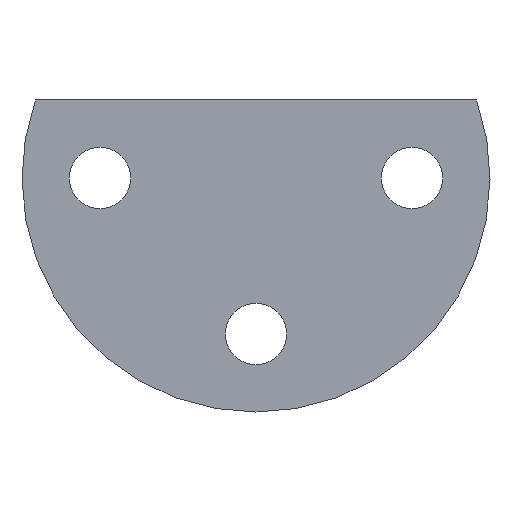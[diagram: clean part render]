
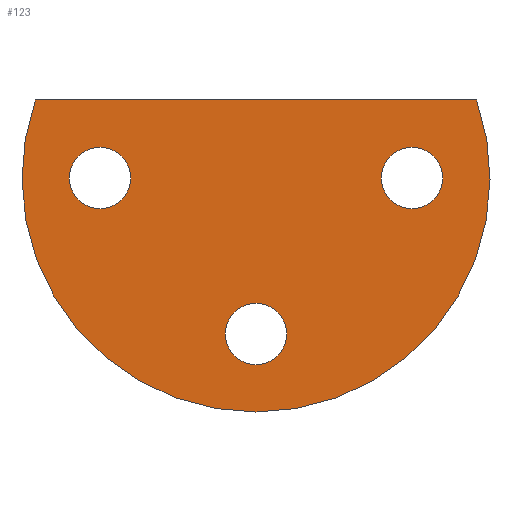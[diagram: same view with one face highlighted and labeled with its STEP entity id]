
A CAD part, left-side view. The second image highlights one B-rep face of the part: STEP entity #123.
In plain terms, the highlighted planar face has unit normal (-1, 0, 0).
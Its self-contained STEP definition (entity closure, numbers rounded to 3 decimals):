
#123 = ADVANCED_FACE( '', ( #261, #262, #263, #264 ), #265, .F. );
#261 = FACE_OUTER_BOUND( '', #445, .T. );
#262 = FACE_BOUND( '', #446, .T. );
#263 = FACE_BOUND( '', #447, .T. );
#264 = FACE_BOUND( '', #448, .T. );
#265 = PLANE( '', #449 );
#445 = EDGE_LOOP( '', ( #637, #638 ) );
#446 = EDGE_LOOP( '', ( #639 ) );
#447 = EDGE_LOOP( '', ( #640 ) );
#448 = EDGE_LOOP( '', ( #641 ) );
#449 = AXIS2_PLACEMENT_3D( '', #642, #643, #644 );
#637 = ORIENTED_EDGE( '', *, *, #1011, .F. );
#638 = ORIENTED_EDGE( '', *, *, #1012, .T. );
#639 = ORIENTED_EDGE( '', *, *, #1013, .F. );
#640 = ORIENTED_EDGE( '', *, *, #1014, .T. );
#641 = ORIENTED_EDGE( '', *, *, #1015, .F. );
#642 = CARTESIAN_POINT( '', ( 0., 0., 0. ) );
#643 = DIRECTION( '', ( 1., 0., 0. ) );
#644 = DIRECTION( '', ( 0., 0., -1. ) );
#1011 = EDGE_CURVE( '', #1171, #1172, #1173, .T. );
#1012 = EDGE_CURVE( '', #1171, #1172, #1174, .T. );
#1013 = EDGE_CURVE( '', #1175, #1175, #1176, .F. );
#1014 = EDGE_CURVE( '', #1177, #1177, #1178, .T. );
#1015 = EDGE_CURVE( '', #1179, #1179, #1180, .T. );
#1171 = VERTEX_POINT( '', #1421 );
#1172 = VERTEX_POINT( '', #1422 );
#1173 = CIRCLE( '', #1423, 21. );
#1174 = LINE( '', #1424, #1425 );
#1175 = VERTEX_POINT( '', #1426 );
#1176 = CIRCLE( '', #1427, 2.75 );
#1177 = VERTEX_POINT( '', #1428 );
#1178 = CIRCLE( '', #1429, 2.75 );
#1179 = VERTEX_POINT( '', #1430 );
#1180 = CIRCLE( '', #1431, 2.75 );
#1421 = CARTESIAN_POINT( '', ( 0., -19.799, 7. ) );
#1422 = CARTESIAN_POINT( '', ( 0., 19.799, 7. ) );
#1423 = AXIS2_PLACEMENT_3D( '', #1722, #1723, #1724 );
#1424 = CARTESIAN_POINT( '', ( 0., -23., 7. ) );
#1425 = VECTOR( '', #1725, 1000. );
#1426 = CARTESIAN_POINT( '', ( 0., 14., -2.75 ) );
#1427 = AXIS2_PLACEMENT_3D( '', #1726, #1727, #1728 );
#1428 = CARTESIAN_POINT( '', ( 0., 0., -16.75 ) );
#1429 = AXIS2_PLACEMENT_3D( '', #1729, #1730, #1731 );
#1430 = CARTESIAN_POINT( '', ( 0., -14., 2.75 ) );
#1431 = AXIS2_PLACEMENT_3D( '', #1732, #1733, #1734 );
#1722 = CARTESIAN_POINT( '', ( 0., 0., 0. ) );
#1723 = DIRECTION( '', ( 1., 0., 0. ) );
#1724 = DIRECTION( '', ( 0., 0., -1. ) );
#1725 = DIRECTION( '', ( 0., 1., 0. ) );
#1726 = CARTESIAN_POINT( '', ( 0., 14., 0. ) );
#1727 = DIRECTION( '', ( 1., 0., 0. ) );
#1728 = DIRECTION( '', ( 0., 0., -1. ) );
#1729 = CARTESIAN_POINT( '', ( 0., 0., -14. ) );
#1730 = DIRECTION( '', ( 1., 0., 0. ) );
#1731 = DIRECTION( '', ( 0., 0., -1. ) );
#1732 = CARTESIAN_POINT( '', ( 0., -14., 0. ) );
#1733 = DIRECTION( '', ( -1., 0., 0. ) );
#1734 = DIRECTION( '', ( 0., 0., 1. ) );
